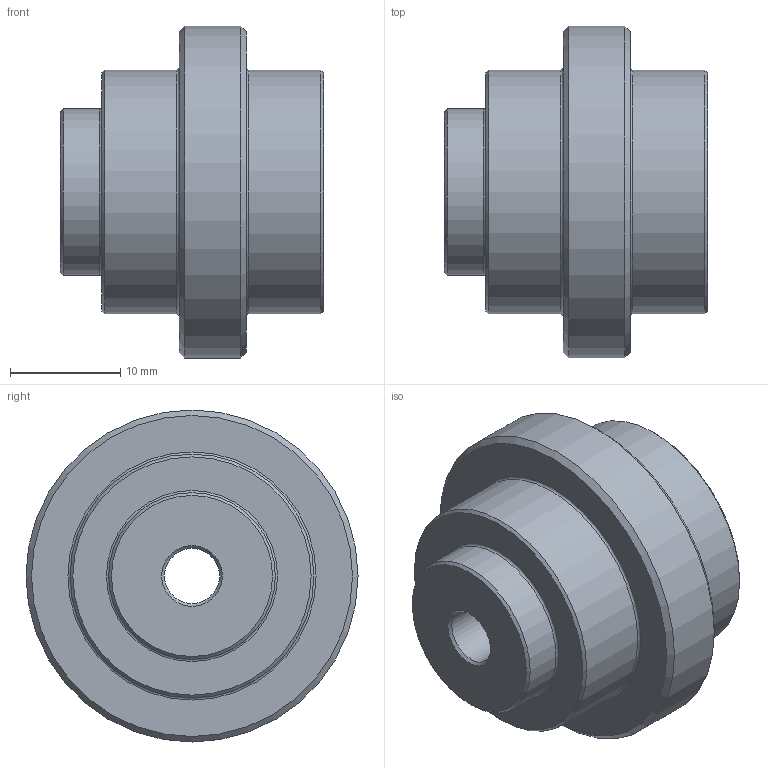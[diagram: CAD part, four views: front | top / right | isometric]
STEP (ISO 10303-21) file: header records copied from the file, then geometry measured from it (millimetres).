
FILE_DESCRIPTION(/* description */ (''),/* implementation_level */ '2;1');
FILE_NAME(/* name */ '30mm.6.stp',/* time_stamp */ '2023-01-26T08:33:37+02:00',/* author */ ('S4'),/* organization */ (''),/* preprocessor_version */ 'ST-DEVELOPER v19.2',/* originating_system */ 'Autodesk Inventor 2023',/* authorisation */ '');
FILE_SCHEMA (('AUTOMOTIVE_DESIGN { 1 0 10303 214 3 1 1 }'));
Length unit declared in the file: millimetre
Products named in the file (1): 30mm.6
Bounding box: 23.85 x 30.1 x 30.1 mm (x, y, z)
Volume: 9473.8 mm3; surface area: 3493.5 mm2
Topology: 1 solids, 1 shells, 21 faces, 41 edges, 26 vertices
Faces by surface type: cone 6, cylinder 6, plane 6, torus 3
Full cylindrical faces by diameter (mm): 5 x1, 10 x1, 15.1 x1, 22.1 x2, 30.1 x1
Entity records: 599 total; most frequent: DIRECTION 114, CARTESIAN_POINT 89, ORIENTED_EDGE 82, AXIS2_PLACEMENT_3D 51, EDGE_CURVE 41, CIRCLE 29, EDGE_LOOP 27, VERTEX_POINT 26
